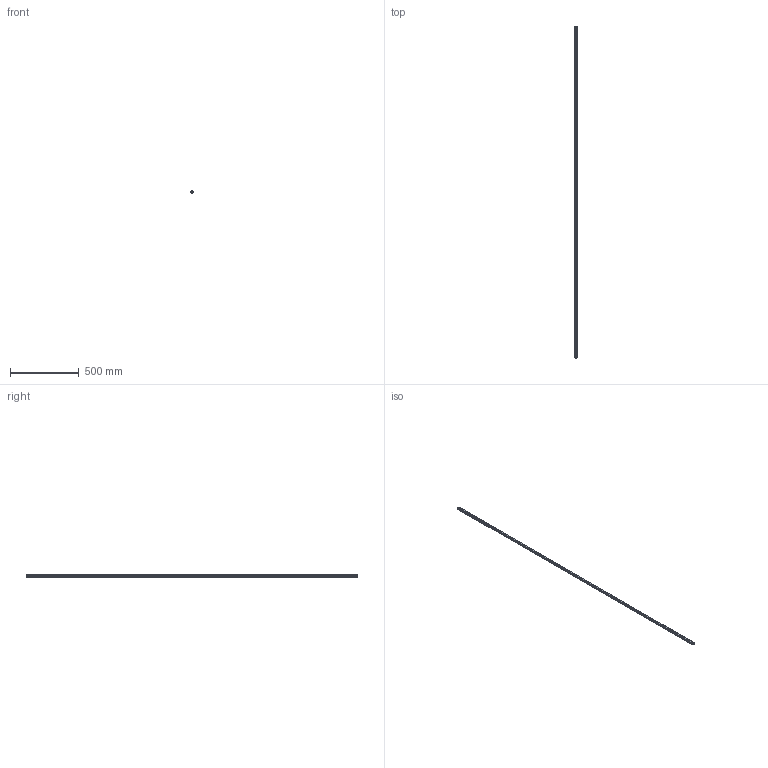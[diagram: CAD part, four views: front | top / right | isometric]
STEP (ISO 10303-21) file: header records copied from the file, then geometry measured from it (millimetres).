
FILE_DESCRIPTION(('STEP AP214'),'1');
FILE_NAME('cctmp_0CDB8359-A307-42D2-87C9-D6F4BE83B8EF_2020_4_23_13_8_43_183..stp','2020-04-23T11:08:43',('HIWIN GmbH'),('CADClick - www.CADClick.com'),'Spatial InterOp 3D',' ','unknown authorization');
FILE_SCHEMA(('AUTOMOTIVE_DESIGN'));
Length unit declared in the file: millimetre
Products named in the file (1): HGR15R2420H_FILE
Bounding box: 15 x 2420 x 15 mm (x, y, z)
Volume: 444387.8 mm3; surface area: 161382.5 mm2
Topology: 1 solids, 1 shells, 484 faces, 1065 edges, 710 vertices
Faces by surface type: cylinder 272, plane 212
Entity records: 17449 total; most frequent: DIRECTION 2579, CARTESIAN_POINT 2260, ORIENTED_EDGE 2130, EDGE_CURVE 1065, AXIS2_PLACEMENT_3D 1029, VERTEX_POINT 710, EDGE_LOOP 611, CIRCLE 544
